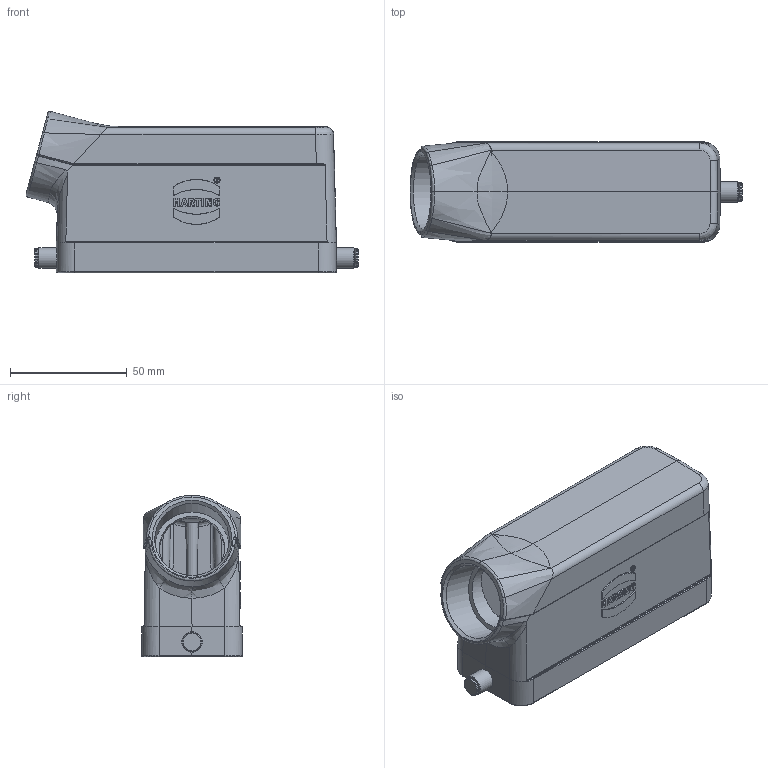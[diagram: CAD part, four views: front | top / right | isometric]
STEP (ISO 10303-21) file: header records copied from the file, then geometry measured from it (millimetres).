
FILE_DESCRIPTION(/* description */ (''),/* implementation_level */ '2;1');
FILE_NAME(/* name */ '100205793ugm000_c.stp',/* time_stamp */ '2017-11-03T15:19:47+01:00',/* author */ (''),/* organization */ (''),/* preprocessor_version */ 'ST-DEVELOPER v16',/* originating_system */ 'SIEMENS PLM Software NX 10.0',/* authorisation */ '');
FILE_SCHEMA (('AUTOMOTIVE_DESIGN { 1 0 10303 214 3 1 1 1 }'));
Length unit declared in the file: millimetre
Products named in the file (1): 100205793ugm000_c
Bounding box: 142.31 x 43 x 69.11 mm (x, y, z)
Volume: 82403.8 mm3; surface area: 48428.1 mm2
Topology: 1 solids, 1 shells, 373 faces, 1459 edges, 1643 vertices
Faces by surface type: plane 147, bspline 114, cylinder 89, torus 12, cone 11
Full cylindrical faces by diameter (mm): 3 x4, 4 x2, 8 x2, 8.8 x2, 28 x1, 32 x1
Entity records: 19927 total; most frequent: CARTESIAN_POINT 7926, ORIENTED_EDGE 1722, DIRECTION 1604, EDGE_CURVE 861, PRESENTATION_STYLE_ASSIGNMENT 671, LINE 580, VECTOR 580, B_SPLINE_CURVE_WITH_KNOTS 559
